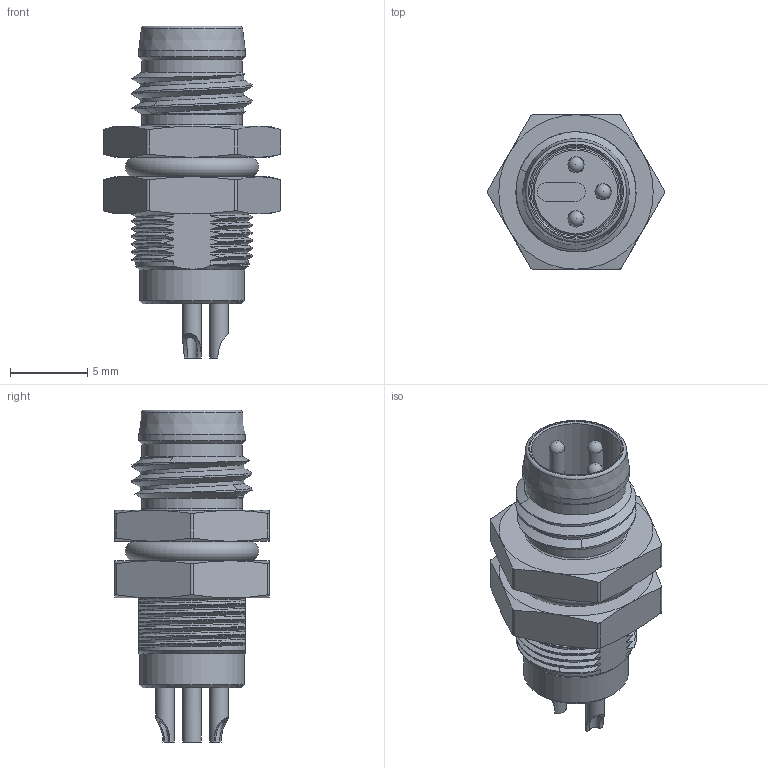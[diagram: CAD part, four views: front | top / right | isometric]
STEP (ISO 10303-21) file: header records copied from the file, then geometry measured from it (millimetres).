
FILE_DESCRIPTION(/* description */ (''),/* implementation_level */ '2;1');
FILE_NAME(/* name */ '3D_1620033012500_M8-M03-BK-M8-C_V1.0.stp',/* time_stamp */ '2024-03-20T14:55:16+08:00',/* author */ (''),/* organization */ (''),/* preprocessor_version */ 'ST-DEVELOPER v18.1',/* originating_system */ 'SIEMENS PLM Software NX 1980',/* authorisation */ '');
FILE_SCHEMA (('AUTOMOTIVE_DESIGN { 1 0 10303 214 3 1 1 1 }'));
Length unit declared in the file: millimetre
Products named in the file (1): 222
Bounding box: 11.48 x 10 x 21.5 mm (x, y, z)
Volume: 781.5 mm3; surface area: 1209.3 mm2
Topology: 2 solids, 3 shells, 239 faces, 691 edges, 466 vertices
Faces by surface type: cylinder 95, cone 91, plane 33, bspline 12, torus 5, sphere 3
Full cylindrical faces by diameter (mm): 0.7 x3, 1 x3, 1.05 x3, 1.2 x3, 5.6 x1, 5.8 x1, 6.5 x2, 6.8 x1, 6.9 x1
Entity records: 10479 total; most frequent: CARTESIAN_POINT 5453, ORIENTED_EDGE 1232, DIRECTION 672, EDGE_CURVE 616, B_SPLINE_CURVE_WITH_KNOTS 484, VERTEX_POINT 431, AXIS2_PLACEMENT_3D 312, EDGE_LOOP 288
